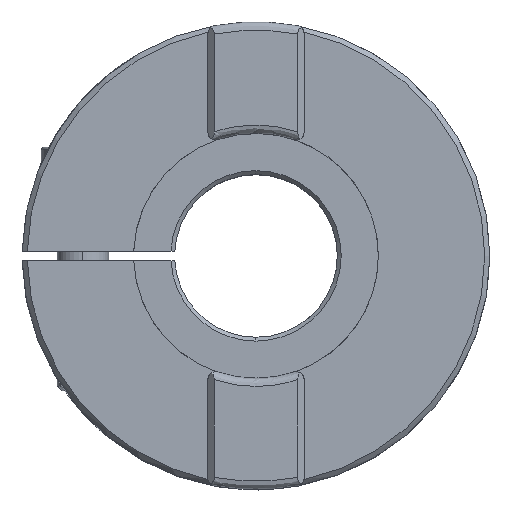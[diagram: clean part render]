
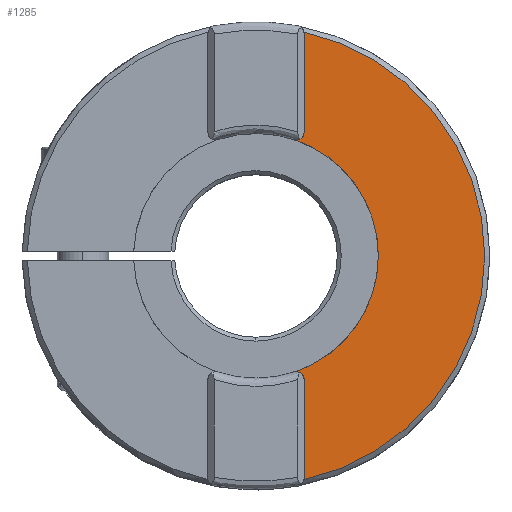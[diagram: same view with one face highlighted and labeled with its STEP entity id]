
A CAD part, top view. The second image highlights one B-rep face of the part: STEP entity #1285.
In plain terms, the highlighted planar face has unit normal (0, 0, 1).
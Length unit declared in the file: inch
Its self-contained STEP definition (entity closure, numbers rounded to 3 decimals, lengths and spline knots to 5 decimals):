
#24 = ORIENTED_EDGE ( 'NONE', *, *, #1005, .T. ) ;
#26 = CARTESIAN_POINT ( 'NONE',  ( 0., 0., 0.98425 ) ) ;
#118 = CARTESIAN_POINT ( 'NONE',  ( 0.29528, 1.37415, 0.98425 ) ) ;
#145 = CIRCLE ( 'NONE', #1230, 0.75197 ) ;
#205 = EDGE_CURVE ( 'NONE', #3070, #1724, #1281, .T. ) ;
#233 = DIRECTION ( 'NONE',  ( 1., 0., 0. ) ) ;
#251 = CARTESIAN_POINT ( 'NONE',  ( 0.29528, 0., 0.98425 ) ) ;
#360 = VERTEX_POINT ( 'NONE', #3296 ) ;
#397 = AXIS2_PLACEMENT_3D ( 'NONE', #3319, #722, #1588 ) ;
#521 = CARTESIAN_POINT ( 'NONE',  ( 0., 0., 0.98425 ) ) ;
#538 = DIRECTION ( 'NONE',  ( 1., 0., 0. ) ) ;
#587 = CARTESIAN_POINT ( 'NONE',  ( 0.29528, 0., 0.98425 ) ) ;
#610 = CARTESIAN_POINT ( 'NONE',  ( 0.23337, -0.71484, 0.98425 ) ) ;
#650 = DIRECTION ( 'NONE',  ( 0., 0., -1. ) ) ;
#717 = AXIS2_PLACEMENT_3D ( 'NONE', #2943, #650, #3228 ) ;
#722 = DIRECTION ( 'NONE',  ( 0., 0., -1. ) ) ;
#748 = AXIS2_PLACEMENT_3D ( 'NONE', #3091, #1405, #538 ) ;
#829 = CARTESIAN_POINT ( 'NONE',  ( 0., 0., 0.98425 ) ) ;
#876 = CARTESIAN_POINT ( 'NONE',  ( 0.29528, -1.37415, 0.98425 ) ) ;
#938 = DIRECTION ( 'NONE',  ( 0., 0., -1. ) ) ;
#1005 = EDGE_CURVE ( 'NONE', #360, #3070, #1711, .T. ) ;
#1010 = ORIENTED_EDGE ( 'NONE', *, *, #205, .T. ) ;
#1046 = VECTOR ( 'NONE', #3450, 39.37008 ) ;
#1048 = EDGE_CURVE ( 'NONE', #1486, #2247, #2828, .T. ) ;
#1073 = FACE_OUTER_BOUND ( 'NONE', #3468, .T. ) ;
#1090 = EDGE_CURVE ( 'NONE', #1724, #1557, #145, .T. ) ;
#1230 = AXIS2_PLACEMENT_3D ( 'NONE', #521, #1666, #233 ) ;
#1281 = CIRCLE ( 'NONE', #3597, 0.75197 ) ;
#1285 = ADVANCED_FACE ( 'NONE', ( #1073 ), #3087, .T. ) ;
#1365 = DIRECTION ( 'NONE',  ( 1., 0., 0. ) ) ;
#1405 = DIRECTION ( 'NONE',  ( 0., 0., -1. ) ) ;
#1486 = VERTEX_POINT ( 'NONE', #1678 ) ;
#1557 = VERTEX_POINT ( 'NONE', #610 ) ;
#1588 = DIRECTION ( 'NONE',  ( 1., 0., 0. ) ) ;
#1646 = VECTOR ( 'NONE', #1961, 39.37008 ) ;
#1666 = DIRECTION ( 'NONE',  ( 0., 0., -1. ) ) ;
#1678 = CARTESIAN_POINT ( 'NONE',  ( 0.29528, -0.75975, 0.98425 ) ) ;
#1711 = CIRCLE ( 'NONE', #748, 0.04724 ) ;
#1724 = VERTEX_POINT ( 'NONE', #2085 ) ;
#1961 = DIRECTION ( 'NONE',  ( 0., -1., 0. ) ) ;
#1970 = EDGE_CURVE ( 'NONE', #2549, #360, #3139, .T. ) ;
#2057 = DIRECTION ( 'NONE',  ( 1., 0., 0. ) ) ;
#2062 = ORIENTED_EDGE ( 'NONE', *, *, #2537, .T. ) ;
#2085 = CARTESIAN_POINT ( 'NONE',  ( 0.75197, 0., 0.98425 ) ) ;
#2095 = ORIENTED_EDGE ( 'NONE', *, *, #1048, .T. ) ;
#2247 = VERTEX_POINT ( 'NONE', #876 ) ;
#2331 = CIRCLE ( 'NONE', #717, 1.40551 ) ;
#2537 = EDGE_CURVE ( 'NONE', #1557, #1486, #2839, .T. ) ;
#2549 = VERTEX_POINT ( 'NONE', #118 ) ;
#2828 = LINE ( 'NONE', #251, #1646 ) ;
#2839 = CIRCLE ( 'NONE', #397, 0.04724 ) ;
#2888 = AXIS2_PLACEMENT_3D ( 'NONE', #829, #3400, #1365 ) ;
#2943 = CARTESIAN_POINT ( 'NONE',  ( 0., 0., 0.98425 ) ) ;
#3070 = VERTEX_POINT ( 'NONE', #3143 ) ;
#3087 = PLANE ( 'NONE',  #2888 ) ;
#3091 = CARTESIAN_POINT ( 'NONE',  ( 0.24803, 0.75975, 0.98425 ) ) ;
#3139 = LINE ( 'NONE', #587, #1046 ) ;
#3143 = CARTESIAN_POINT ( 'NONE',  ( 0.23337, 0.71484, 0.98425 ) ) ;
#3228 = DIRECTION ( 'NONE',  ( 0., 1., 0. ) ) ;
#3296 = CARTESIAN_POINT ( 'NONE',  ( 0.29528, 0.75975, 0.98425 ) ) ;
#3319 = CARTESIAN_POINT ( 'NONE',  ( 0.24803, -0.75975, 0.98425 ) ) ;
#3372 = EDGE_CURVE ( 'NONE', #2549, #2247, #2331, .T. ) ;
#3400 = DIRECTION ( 'NONE',  ( 0., 0., 1. ) ) ;
#3450 = DIRECTION ( 'NONE',  ( 0., -1., 0. ) ) ;
#3468 = EDGE_LOOP ( 'NONE', ( #2095, #3657, #3565, #24, #1010, #3499, #2062 ) ) ;
#3499 = ORIENTED_EDGE ( 'NONE', *, *, #1090, .T. ) ;
#3565 = ORIENTED_EDGE ( 'NONE', *, *, #1970, .T. ) ;
#3597 = AXIS2_PLACEMENT_3D ( 'NONE', #26, #938, #2057 ) ;
#3657 = ORIENTED_EDGE ( 'NONE', *, *, #3372, .F. ) ;
